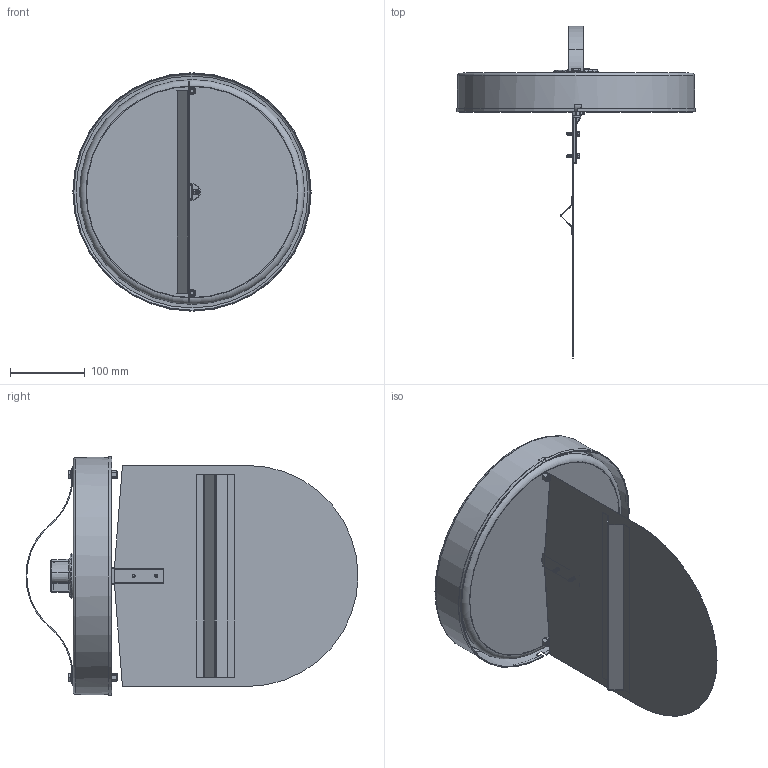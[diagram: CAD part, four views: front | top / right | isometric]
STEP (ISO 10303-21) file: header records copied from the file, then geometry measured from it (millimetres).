
FILE_DESCRIPTION((''),'2;1');
FILE_NAME('GH10008.stp','2014-02-20T12:26:10',(''),(''),'Autodesk Inventor 2013','Autodesk Inventor 2013','');
FILE_SCHEMA(('AUTOMOTIVE_DESIGN { 1 2 10303 214 0 1 1 1 }'));
Length unit declared in the file: millimetre
Products named in the file (16): GH10008; FD10008; Spjällvred; 999210-08; ISO 4014 M6 x 60; 999639; 999656; SpjällaxelKort; 999215_Ø298,8; 126028; Starlock; Borrskruv_4,2x13; 127053; DIN 6798 A A  5,3; 999640; Stödprofil-270
Assembly tree (19 placements, depth 2):
  GH10008
    FD10008
    Spjällvred
    999210-08
    ISO 4014 M6 x 60  x2
    999639  x2
    999656  x2
    SpjällaxelKort
    999215_Ø298,8
    126028
    Starlock
    Borrskruv_4,2x13  x2
    127053
    DIN 6798 A A  5,3
    999640
    Stödprofil-270
Bounding box: 318.05 x 443.2 x 318.01 mm (x, y, z)
Volume: 3731521.7 mm3; surface area: 903141.8 mm2
Topology: 22 solids, 22 shells, 918 faces, 2220 edges, 1350 vertices
Faces by surface type: plane 327, cylinder 269, cone 190, bspline 79, torus 36, sphere 17
Full cylindrical faces by diameter (mm): 4 x3, 4.917 x12, 5.3 x1, 6 x6, 6.072 x2, 6.5 x2, 8.863 x2, 8.88 x2, 10.5 x1, 11.7 x3, 15.2 x2, 16 x2, 298.8 x2, 300 x1, 315.45 x1, 316.45 x1
Entity records: 25270 total; most frequent: CARTESIAN_POINT 7872, ORIENTED_EDGE 3476, DIRECTION 3406, EDGE_CURVE 1738, AXIS2_PLACEMENT_3D 1276, VERTEX_POINT 1106, EDGE_LOOP 856, VECTOR 854
